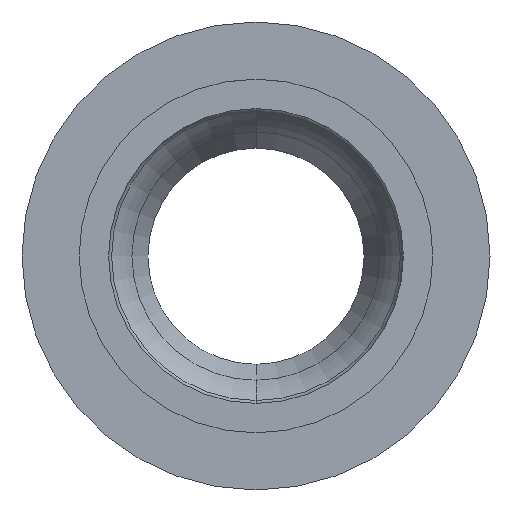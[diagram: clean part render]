
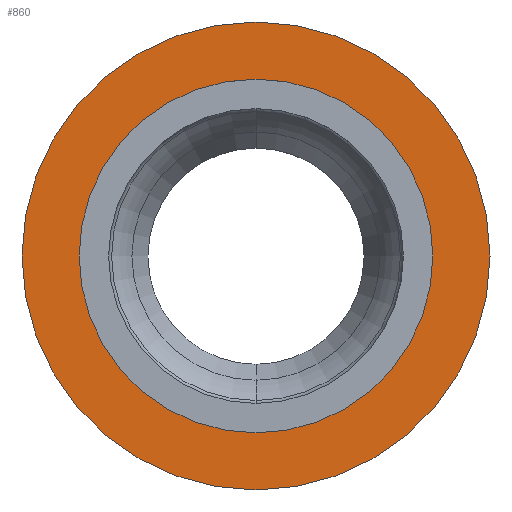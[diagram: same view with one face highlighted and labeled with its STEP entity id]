
A CAD part, top view. The second image highlights one B-rep face of the part: STEP entity #860.
In plain terms, the highlighted planar face has unit normal (0, 0, 1).
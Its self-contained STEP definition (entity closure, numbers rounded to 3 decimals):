
#317=CARTESIAN_POINT('',(0.,0.,0.));
#318=DIRECTION('',(0.,0.,1.));
#319=DIRECTION('',(0.,-1.,0.));
#320=AXIS2_PLACEMENT_3D('',#317,#318,#319);
#325=CARTESIAN_POINT('',(0.,0.,0.));
#326=DIRECTION('',(0.,0.,-1.));
#327=DIRECTION('',(0.,-1.,0.));
#328=AXIS2_PLACEMENT_3D('',#325,#326,#327);
#333=CARTESIAN_POINT('',(0.,0.,0.));
#334=DIRECTION('',(0.,0.,-1.));
#335=DIRECTION('',(0.,-1.,0.));
#336=AXIS2_PLACEMENT_3D('',#333,#334,#335);
#341=CARTESIAN_POINT('',(0.,0.,0.));
#342=DIRECTION('',(0.,0.,-1.));
#343=DIRECTION('',(0.,1.,0.));
#344=AXIS2_PLACEMENT_3D('',#341,#342,#343);
#505=CARTESIAN_POINT('',(0.,-4.763,0.));
#506=CARTESIAN_POINT('',(0.,4.763,0.));
#507=VERTEX_POINT('',#505);
#508=VERTEX_POINT('',#506);
#567=CARTESIAN_POINT('',(0.,-3.6,0.));
#568=CARTESIAN_POINT('',(0.,3.6,0.));
#569=VERTEX_POINT('',#567);
#570=VERTEX_POINT('',#568);
#844=CARTESIAN_POINT('',(0.,0.,0.));
#845=DIRECTION('',(0.,0.,-1.));
#846=DIRECTION('',(0.,1.,0.));
#847=AXIS2_PLACEMENT_3D('',#844,#845,#846);
#848=PLANE('',#847);
#850=ORIENTED_EDGE('',*,*,#849,.F.);
#852=ORIENTED_EDGE('',*,*,#851,.T.);
#853=EDGE_LOOP('',(#850,#852));
#854=FACE_OUTER_BOUND('',#853,.F.);
#856=ORIENTED_EDGE('',*,*,#855,.F.);
#857=ORIENTED_EDGE('',*,*,#834,.F.);
#858=EDGE_LOOP('',(#856,#857));
#859=FACE_BOUND('',#858,.F.);
#321=CIRCLE('',#320,4.763);
#329=CIRCLE('',#328,4.763);
#337=CIRCLE('',#336,3.6);
#345=CIRCLE('',#344,3.6);
#834=EDGE_CURVE('',#570,#569,#345,.T.);
#849=EDGE_CURVE('',#507,#508,#321,.T.);
#851=EDGE_CURVE('',#507,#508,#329,.T.);
#855=EDGE_CURVE('',#569,#570,#337,.T.);
#860=ADVANCED_FACE('',(#854,#859),#848,.F.);
